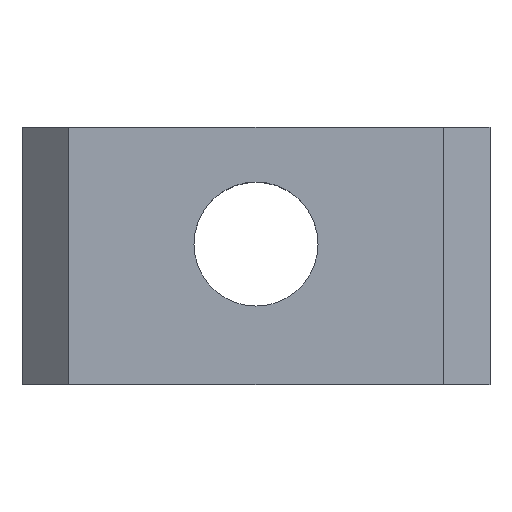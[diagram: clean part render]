
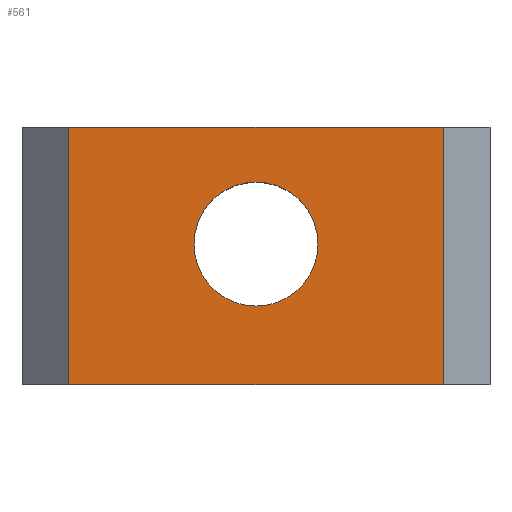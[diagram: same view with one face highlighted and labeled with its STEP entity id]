
A CAD part, top view. The second image highlights one B-rep face of the part: STEP entity #561.
In plain terms, the highlighted planar face has unit normal (0, 0, 1).
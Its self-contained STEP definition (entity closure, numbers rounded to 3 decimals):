
#29=FACE_BOUND('',#64,.T.);
#34=FACE_OUTER_BOUND('',#63,.T.);
#63=EDGE_LOOP('',(#388,#389,#390,#391));
#64=EDGE_LOOP('',(#392));
#101=LINE('',#828,#168);
#108=LINE('',#842,#175);
#109=LINE('',#844,#176);
#110=LINE('',#845,#177);
#168=VECTOR('',#665,10.);
#175=VECTOR('',#674,1000.);
#176=VECTOR('',#675,10.);
#177=VECTOR('',#676,1000.);
#230=CIRCLE('',#612,2.65);
#244=VERTEX_POINT('',#825);
#245=VERTEX_POINT('',#827);
#251=VERTEX_POINT('',#841);
#252=VERTEX_POINT('',#843);
#253=VERTEX_POINT('',#846);
#299=EDGE_CURVE('',#245,#244,#101,.T.);
#306=EDGE_CURVE('',#244,#251,#108,.T.);
#307=EDGE_CURVE('',#251,#252,#109,.T.);
#308=EDGE_CURVE('',#252,#245,#110,.T.);
#309=EDGE_CURVE('',#253,#253,#230,.T.);
#388=ORIENTED_EDGE('',*,*,#299,.T.);
#389=ORIENTED_EDGE('',*,*,#306,.T.);
#390=ORIENTED_EDGE('',*,*,#307,.T.);
#391=ORIENTED_EDGE('',*,*,#308,.T.);
#392=ORIENTED_EDGE('',*,*,#309,.F.);
#539=PLANE('',#611);
#561=ADVANCED_FACE('',(#34,#29),#539,.T.);
#611=AXIS2_PLACEMENT_3D('',#840,#672,#673);
#612=AXIS2_PLACEMENT_3D('',#847,#677,#678);
#665=DIRECTION('',(1.,0.,0.));
#672=DIRECTION('center_axis',(0.,0.,1.));
#673=DIRECTION('ref_axis',(1.,0.,0.));
#674=DIRECTION('',(0.,1.,0.));
#675=DIRECTION('',(-1.,0.,0.));
#676=DIRECTION('',(0.,-1.,0.));
#677=DIRECTION('center_axis',(0.,0.,1.));
#678=DIRECTION('ref_axis',(1.,0.,0.));
#825=CARTESIAN_POINT('',(28.,-16.,30.));
#827=CARTESIAN_POINT('',(12.,-16.,30.));
#828=CARTESIAN_POINT('',(18.983,-16.,30.));
#840=CARTESIAN_POINT('Origin',(22.056,-13.25,30.));
#841=CARTESIAN_POINT('',(28.,-5.,30.));
#842=CARTESIAN_POINT('',(28.,-13.25,30.));
#843=CARTESIAN_POINT('',(12.,-5.,30.));
#844=CARTESIAN_POINT('',(21.116,-5.,30.));
#845=CARTESIAN_POINT('',(12.,-19.501,30.));
#846=CARTESIAN_POINT('',(22.65,-10.,30.));
#847=CARTESIAN_POINT('Origin',(20.,-10.,30.));
